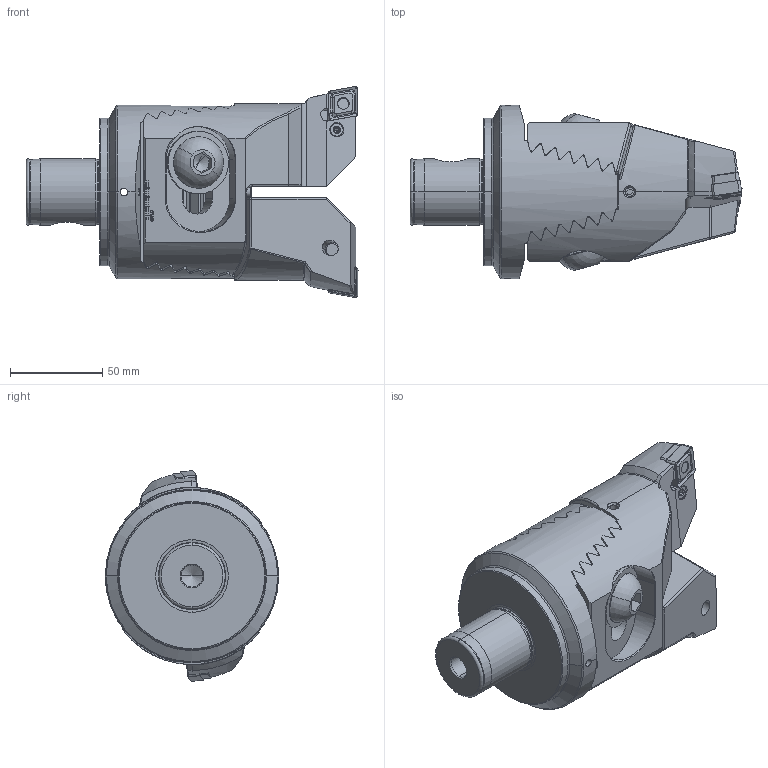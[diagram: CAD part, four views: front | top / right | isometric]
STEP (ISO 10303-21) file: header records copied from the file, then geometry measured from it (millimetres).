
FILE_DESCRIPTION (( 'STEP AP214' ), '1' );
FILE_NAME ('D04.080.115.140.STEP', '2015-10-05T08:03:53', ( 'SWIAdmin' ), ( 'Hewlett-Packard Company' ), 'SwSTEP 2.0', 'SolidWorks 2015', '' );
FILE_SCHEMA (( 'AUTOMOTIVE_DESIGN' ));
Length unit declared in the file: millimetre
Products named in the file (15): Z94-WCE.101.067; Z72-ER3.001.030; CNMG160612; WCE-ER2.101.004_A; WCE-ER1.101.000; WCE; WCE-ER3.101.000_A; WCE-ER4.101.020_A; Z94-xxx.001.067_C_CN16; Z42-ER2.001.019_A; Z94-ER1.001.035; Z94-ER1.003.035_A_gespannt; Z94-ER1.002.035_A; WH8-Z94.K23.140_C; D04.080.115.140
Assembly tree (21 placements, depth 4):
  D04.080.115.140
    WH8-Z94.K23.140_C
    Z94-ER1.001.035  x2
      Z94-ER1.002.035_A
      Z94-ER1.003.035_A_gespannt
    Z42-ER2.001.019_A
    Z94-WCE.101.067
      Z94-xxx.001.067_C_CN16  x2
      WCE  x2
        WCE-ER4.101.020_A
        WCE-ER3.101.000_A
      WCE-ER1.101.000  x2
      WCE-ER2.101.004_A  x2
      CNMG160612  x2
      Z72-ER3.001.030  x2
Bounding box: 180.22 x 94 x 114.5 mm (x, y, z)
Volume: 703151.5 mm3; surface area: 127383.7 mm2
Topology: 20 solids, 20 shells, 1258 faces, 3250 edges, 2011 vertices
Faces by surface type: plane 663, cylinder 255, cone 164, bspline 114, torus 44, sphere 18
Entity records: 27636 total; most frequent: CARTESIAN_POINT 8879, ORIENTED_EDGE 3824, DIRECTION 3212, EDGE_CURVE 1912, VERTEX_POINT 1194, AXIS2_PLACEMENT_3D 1095, LINE 1022, VECTOR 1022
